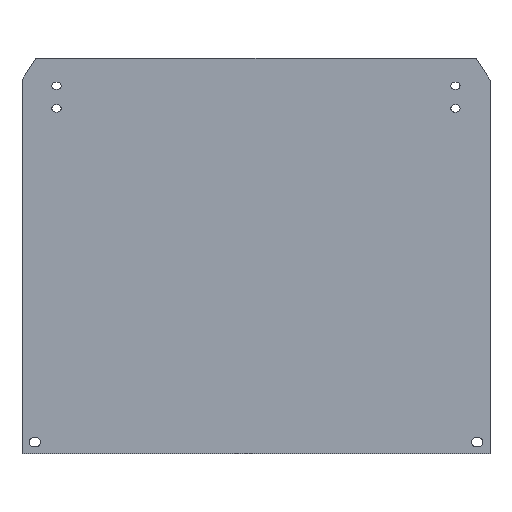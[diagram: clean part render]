
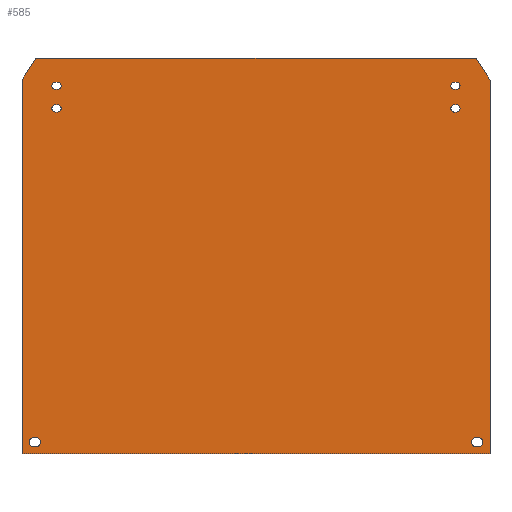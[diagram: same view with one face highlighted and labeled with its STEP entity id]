
A CAD part, left-side view. The second image highlights one B-rep face of the part: STEP entity #585.
In plain terms, the highlighted planar face has unit normal (-1, 0, 0).
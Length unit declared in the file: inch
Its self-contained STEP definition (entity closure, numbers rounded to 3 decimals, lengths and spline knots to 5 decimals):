
#2=CARTESIAN_POINT('',(0.,-6.055,-5.125));
#3=DIRECTION('',(1.,0.,0.));
#4=DIRECTION('',(0.,0.,-1.));
#5=AXIS2_PLACEMENT_3D('',#2,#3,#4);
#7=DIRECTION('',(0.,1.,0.));
#8=VECTOR('',#7,0.06);
#9=CARTESIAN_POINT('',(0.,-6.115,-5.25));
#10=LINE('',#9,#8);
#11=CARTESIAN_POINT('',(0.,-6.115,-5.125));
#12=DIRECTION('',(1.,0.,0.));
#13=DIRECTION('',(0.,0.,1.));
#14=AXIS2_PLACEMENT_3D('',#11,#12,#13);
#16=DIRECTION('',(0.,-1.,0.));
#17=VECTOR('',#16,0.06);
#18=CARTESIAN_POINT('',(0.,-6.055,-5.));
#19=LINE('',#18,#17);
#20=CARTESIAN_POINT('',(0.,6.115,-5.125));
#21=DIRECTION('',(1.,0.,0.));
#22=DIRECTION('',(0.,0.,-1.));
#23=AXIS2_PLACEMENT_3D('',#20,#21,#22);
#25=DIRECTION('',(0.,1.,0.));
#26=VECTOR('',#25,0.06);
#27=CARTESIAN_POINT('',(0.,6.055,-5.25));
#28=LINE('',#27,#26);
#29=CARTESIAN_POINT('',(0.,6.055,-5.125));
#30=DIRECTION('',(1.,0.,0.));
#31=DIRECTION('',(0.,0.,1.));
#32=AXIS2_PLACEMENT_3D('',#29,#30,#31);
#34=DIRECTION('',(0.,-1.,0.));
#35=VECTOR('',#34,0.06);
#36=CARTESIAN_POINT('',(0.,6.115,-5.));
#37=LINE('',#36,#35);
#38=DIRECTION('',(0.,1.,0.));
#39=VECTOR('',#38,0.047);
#40=CARTESIAN_POINT('',(0.,-5.513,4.583));
#41=LINE('',#40,#39);
#42=CARTESIAN_POINT('',(0.,-5.513,4.685));
#43=DIRECTION('',(1.,0.,0.));
#44=DIRECTION('',(0.,0.,1.));
#45=AXIS2_PLACEMENT_3D('',#42,#43,#44);
#47=DIRECTION('',(0.,-1.,0.));
#48=VECTOR('',#47,0.047);
#49=CARTESIAN_POINT('',(0.,-5.466,4.787));
#50=LINE('',#49,#48);
#51=CARTESIAN_POINT('',(0.,-5.466,4.685));
#52=DIRECTION('',(1.,0.,0.));
#53=DIRECTION('',(0.,0.,-1.));
#54=AXIS2_PLACEMENT_3D('',#51,#52,#53);
#56=DIRECTION('',(0.,1.,0.));
#57=VECTOR('',#56,0.047);
#58=CARTESIAN_POINT('',(0.,-5.513,3.958));
#59=LINE('',#58,#57);
#60=CARTESIAN_POINT('',(0.,-5.513,4.06));
#61=DIRECTION('',(1.,0.,0.));
#62=DIRECTION('',(0.,0.,1.));
#63=AXIS2_PLACEMENT_3D('',#60,#61,#62);
#65=DIRECTION('',(0.,-1.,0.));
#66=VECTOR('',#65,0.047);
#67=CARTESIAN_POINT('',(0.,-5.466,4.162));
#68=LINE('',#67,#66);
#69=CARTESIAN_POINT('',(0.,-5.466,4.06));
#70=DIRECTION('',(1.,0.,0.));
#71=DIRECTION('',(0.,0.,-1.));
#72=AXIS2_PLACEMENT_3D('',#69,#70,#71);
#74=DIRECTION('',(0.,1.,0.));
#75=VECTOR('',#74,0.047);
#76=CARTESIAN_POINT('',(0.,5.467,4.583));
#77=LINE('',#76,#75);
#78=CARTESIAN_POINT('',(0.,5.467,4.685));
#79=DIRECTION('',(1.,0.,0.));
#80=DIRECTION('',(0.,0.,1.));
#81=AXIS2_PLACEMENT_3D('',#78,#79,#80);
#83=DIRECTION('',(0.,-1.,0.));
#84=VECTOR('',#83,0.047);
#85=CARTESIAN_POINT('',(0.,5.514,4.787));
#86=LINE('',#85,#84);
#87=CARTESIAN_POINT('',(0.,5.514,4.685));
#88=DIRECTION('',(1.,0.,0.));
#89=DIRECTION('',(0.,0.,-1.));
#90=AXIS2_PLACEMENT_3D('',#87,#88,#89);
#92=DIRECTION('',(0.,1.,0.));
#93=VECTOR('',#92,0.047);
#94=CARTESIAN_POINT('',(0.,5.467,3.958));
#95=LINE('',#94,#93);
#96=CARTESIAN_POINT('',(0.,5.467,4.06));
#97=DIRECTION('',(1.,0.,0.));
#98=DIRECTION('',(0.,0.,1.));
#99=AXIS2_PLACEMENT_3D('',#96,#97,#98);
#101=DIRECTION('',(0.,-1.,0.));
#102=VECTOR('',#101,0.047);
#103=CARTESIAN_POINT('',(0.,5.514,4.162));
#104=LINE('',#103,#102);
#105=CARTESIAN_POINT('',(0.,5.514,4.06));
#106=DIRECTION('',(1.,0.,0.));
#107=DIRECTION('',(0.,0.,-1.));
#108=AXIS2_PLACEMENT_3D('',#105,#106,#107);
#110=DIRECTION('',(0.,0.535,-0.845));
#111=VECTOR('',#110,0.71021);
#112=CARTESIAN_POINT('',(0.,6.06,5.44));
#113=LINE('',#112,#111);
#114=DIRECTION('',(0.,-1.,0.));
#115=VECTOR('',#114,12.12);
#116=CARTESIAN_POINT('',(0.,6.06,5.44));
#117=LINE('',#116,#115);
#118=DIRECTION('',(0.,0.535,0.845));
#119=VECTOR('',#118,0.71021);
#120=CARTESIAN_POINT('',(0.,-6.44,4.84));
#121=LINE('',#120,#119);
#122=DIRECTION('',(0.,0.,-1.));
#123=VECTOR('',#122,10.28);
#124=CARTESIAN_POINT('',(0.,-6.44,4.84));
#125=LINE('',#124,#123);
#126=DIRECTION('',(0.,1.,0.));
#127=VECTOR('',#126,12.88);
#128=CARTESIAN_POINT('',(0.,-6.44,-5.44));
#129=LINE('',#128,#127);
#130=DIRECTION('',(0.,0.,1.));
#131=VECTOR('',#130,10.28);
#132=CARTESIAN_POINT('',(0.,6.44,-5.44));
#133=LINE('',#132,#131);
#386=CARTESIAN_POINT('',(0.,-6.44,-5.44));
#387=CARTESIAN_POINT('',(0.,6.44,-5.44));
#388=VERTEX_POINT('',#386);
#389=VERTEX_POINT('',#387);
#394=CARTESIAN_POINT('',(0.,-6.055,-5.25));
#395=CARTESIAN_POINT('',(0.,-6.055,-5.));
#396=VERTEX_POINT('',#394);
#397=VERTEX_POINT('',#395);
#398=CARTESIAN_POINT('',(0.,-6.115,-5.));
#399=VERTEX_POINT('',#398);
#400=CARTESIAN_POINT('',(0.,-6.115,-5.25));
#401=VERTEX_POINT('',#400);
#410=CARTESIAN_POINT('',(0.,-5.513,4.583));
#411=CARTESIAN_POINT('',(0.,-5.466,4.583));
#412=VERTEX_POINT('',#410);
#413=VERTEX_POINT('',#411);
#414=CARTESIAN_POINT('',(0.,-5.466,4.787));
#415=VERTEX_POINT('',#414);
#416=CARTESIAN_POINT('',(0.,-5.513,4.787));
#417=VERTEX_POINT('',#416);
#418=CARTESIAN_POINT('',(0.,-5.513,3.958));
#419=CARTESIAN_POINT('',(0.,-5.466,3.958));
#420=VERTEX_POINT('',#418);
#421=VERTEX_POINT('',#419);
#422=CARTESIAN_POINT('',(0.,-5.466,4.162));
#423=VERTEX_POINT('',#422);
#424=CARTESIAN_POINT('',(0.,-5.513,4.162));
#425=VERTEX_POINT('',#424);
#442=CARTESIAN_POINT('',(0.,5.467,4.583));
#443=CARTESIAN_POINT('',(0.,5.514,4.583));
#444=VERTEX_POINT('',#442);
#445=VERTEX_POINT('',#443);
#446=CARTESIAN_POINT('',(0.,5.514,4.787));
#447=VERTEX_POINT('',#446);
#448=CARTESIAN_POINT('',(0.,5.467,4.787));
#449=VERTEX_POINT('',#448);
#450=CARTESIAN_POINT('',(0.,5.467,3.958));
#451=CARTESIAN_POINT('',(0.,5.514,3.958));
#452=VERTEX_POINT('',#450);
#453=VERTEX_POINT('',#451);
#454=CARTESIAN_POINT('',(0.,5.514,4.162));
#455=VERTEX_POINT('',#454);
#456=CARTESIAN_POINT('',(0.,5.467,4.162));
#457=VERTEX_POINT('',#456);
#474=CARTESIAN_POINT('',(0.,6.06,5.44));
#475=CARTESIAN_POINT('',(0.,6.44,4.84));
#476=VERTEX_POINT('',#474);
#477=VERTEX_POINT('',#475);
#482=CARTESIAN_POINT('',(0.,-6.44,4.84));
#483=CARTESIAN_POINT('',(0.,-6.06,5.44));
#484=VERTEX_POINT('',#482);
#485=VERTEX_POINT('',#483);
#490=CARTESIAN_POINT('',(0.,6.115,-5.25));
#491=CARTESIAN_POINT('',(0.,6.115,-5.));
#492=VERTEX_POINT('',#490);
#493=VERTEX_POINT('',#491);
#494=CARTESIAN_POINT('',(0.,6.055,-5.));
#495=VERTEX_POINT('',#494);
#496=CARTESIAN_POINT('',(0.,6.055,-5.25));
#497=VERTEX_POINT('',#496);
#506=CARTESIAN_POINT('',(0.,0.,0.));
#507=DIRECTION('',(1.,0.,0.));
#508=DIRECTION('',(0.,0.,-1.));
#509=AXIS2_PLACEMENT_3D('',#506,#507,#508);
#510=PLANE('',#509);
#512=ORIENTED_EDGE('',*,*,#511,.F.);
#514=ORIENTED_EDGE('',*,*,#513,.T.);
#516=ORIENTED_EDGE('',*,*,#515,.F.);
#518=ORIENTED_EDGE('',*,*,#517,.T.);
#520=ORIENTED_EDGE('',*,*,#519,.T.);
#522=ORIENTED_EDGE('',*,*,#521,.T.);
#523=EDGE_LOOP('',(#512,#514,#516,#518,#520,#522));
#524=FACE_OUTER_BOUND('',#523,.F.);
#526=ORIENTED_EDGE('',*,*,#525,.F.);
#528=ORIENTED_EDGE('',*,*,#527,.F.);
#530=ORIENTED_EDGE('',*,*,#529,.F.);
#532=ORIENTED_EDGE('',*,*,#531,.F.);
#533=EDGE_LOOP('',(#526,#528,#530,#532));
#534=FACE_BOUND('',#533,.F.);
#536=ORIENTED_EDGE('',*,*,#535,.F.);
#538=ORIENTED_EDGE('',*,*,#537,.F.);
#540=ORIENTED_EDGE('',*,*,#539,.F.);
#542=ORIENTED_EDGE('',*,*,#541,.F.);
#543=EDGE_LOOP('',(#536,#538,#540,#542));
#544=FACE_BOUND('',#543,.F.);
#546=ORIENTED_EDGE('',*,*,#545,.F.);
#548=ORIENTED_EDGE('',*,*,#547,.F.);
#550=ORIENTED_EDGE('',*,*,#549,.F.);
#552=ORIENTED_EDGE('',*,*,#551,.F.);
#553=EDGE_LOOP('',(#546,#548,#550,#552));
#554=FACE_BOUND('',#553,.F.);
#556=ORIENTED_EDGE('',*,*,#555,.F.);
#558=ORIENTED_EDGE('',*,*,#557,.F.);
#560=ORIENTED_EDGE('',*,*,#559,.F.);
#562=ORIENTED_EDGE('',*,*,#561,.F.);
#563=EDGE_LOOP('',(#556,#558,#560,#562));
#564=FACE_BOUND('',#563,.F.);
#566=ORIENTED_EDGE('',*,*,#565,.F.);
#568=ORIENTED_EDGE('',*,*,#567,.F.);
#570=ORIENTED_EDGE('',*,*,#569,.F.);
#572=ORIENTED_EDGE('',*,*,#571,.F.);
#573=EDGE_LOOP('',(#566,#568,#570,#572));
#574=FACE_BOUND('',#573,.F.);
#576=ORIENTED_EDGE('',*,*,#575,.F.);
#578=ORIENTED_EDGE('',*,*,#577,.F.);
#580=ORIENTED_EDGE('',*,*,#579,.F.);
#582=ORIENTED_EDGE('',*,*,#581,.F.);
#583=EDGE_LOOP('',(#576,#578,#580,#582));
#584=FACE_BOUND('',#583,.F.);
#585=ADVANCED_FACE('',(#524,#534,#544,#554,#564,#574,#584),#510,.F.);
#6=CIRCLE('',#5,0.125);
#15=CIRCLE('',#14,0.125);
#24=CIRCLE('',#23,0.125);
#33=CIRCLE('',#32,0.125);
#46=CIRCLE('',#45,0.102);
#55=CIRCLE('',#54,0.102);
#64=CIRCLE('',#63,0.102);
#73=CIRCLE('',#72,0.102);
#82=CIRCLE('',#81,0.102);
#91=CIRCLE('',#90,0.102);
#100=CIRCLE('',#99,0.102);
#109=CIRCLE('',#108,0.102);
#511=EDGE_CURVE('',#476,#477,#113,.T.);
#513=EDGE_CURVE('',#476,#485,#117,.T.);
#515=EDGE_CURVE('',#484,#485,#121,.T.);
#517=EDGE_CURVE('',#484,#388,#125,.T.);
#519=EDGE_CURVE('',#388,#389,#129,.T.);
#521=EDGE_CURVE('',#389,#477,#133,.T.);
#525=EDGE_CURVE('',#492,#493,#24,.T.);
#527=EDGE_CURVE('',#497,#492,#28,.T.);
#529=EDGE_CURVE('',#495,#497,#33,.T.);
#531=EDGE_CURVE('',#493,#495,#37,.T.);
#535=EDGE_CURVE('',#412,#413,#41,.T.);
#537=EDGE_CURVE('',#417,#412,#46,.T.);
#539=EDGE_CURVE('',#415,#417,#50,.T.);
#541=EDGE_CURVE('',#413,#415,#55,.T.);
#545=EDGE_CURVE('',#420,#421,#59,.T.);
#547=EDGE_CURVE('',#425,#420,#64,.T.);
#549=EDGE_CURVE('',#423,#425,#68,.T.);
#551=EDGE_CURVE('',#421,#423,#73,.T.);
#555=EDGE_CURVE('',#444,#445,#77,.T.);
#557=EDGE_CURVE('',#449,#444,#82,.T.);
#559=EDGE_CURVE('',#447,#449,#86,.T.);
#561=EDGE_CURVE('',#445,#447,#91,.T.);
#565=EDGE_CURVE('',#452,#453,#95,.T.);
#567=EDGE_CURVE('',#457,#452,#100,.T.);
#569=EDGE_CURVE('',#455,#457,#104,.T.);
#571=EDGE_CURVE('',#453,#455,#109,.T.);
#575=EDGE_CURVE('',#396,#397,#6,.T.);
#577=EDGE_CURVE('',#401,#396,#10,.T.);
#579=EDGE_CURVE('',#399,#401,#15,.T.);
#581=EDGE_CURVE('',#397,#399,#19,.T.);
